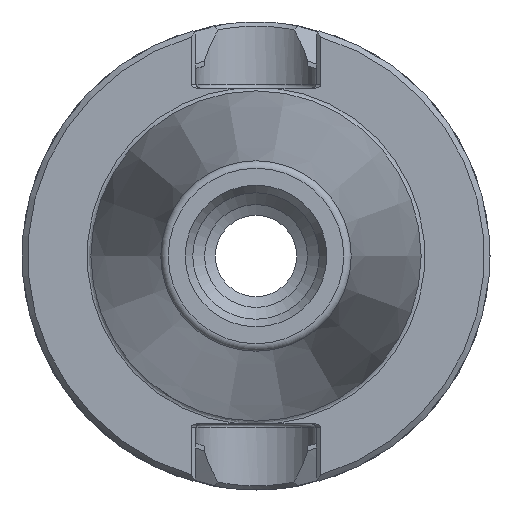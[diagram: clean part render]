
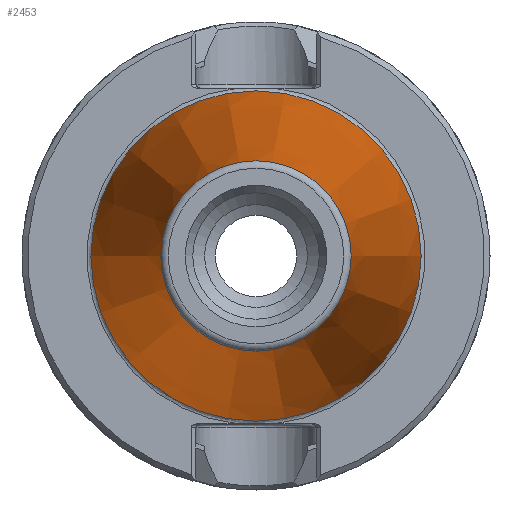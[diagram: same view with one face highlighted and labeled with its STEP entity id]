
A CAD part, left-side view. The second image highlights one B-rep face of the part: STEP entity #2453.
In plain terms, the highlighted conical face has half-angle 8.297 degrees and reference radius 17.456 mm.
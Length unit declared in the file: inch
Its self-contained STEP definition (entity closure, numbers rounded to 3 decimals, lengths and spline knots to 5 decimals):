
#2410=CARTESIAN_POINT('',(-2.54077,0.50448,0.));
#2411=VERTEX_POINT('',#2410);
#2412=CARTESIAN_POINT('',(-2.54077,0.,0.));
#2413=DIRECTION('',(-1.0,0.0,0.0));
#2414=DIRECTION('',(0.0,-1.0,0.0));
#2415=AXIS2_PLACEMENT_3D('',#2412,#2413,#2414);
#2416=CIRCLE('',#2415,0.50448);
#2417=EDGE_CURVE('',#2411,#2411,#2416,.T.);
#2434=CARTESIAN_POINT('',(-1.2875,0.0,0.0));
#2435=DIRECTION('',(1.0,0.0,0.0));
#2436=DIRECTION('',(0.,1.0,0.0));
#2437=AXIS2_PLACEMENT_3D('',#2434,#2435,#2436);
#2438=CONICAL_SURFACE('',#2437,0.68724,8.297);
#2439=CARTESIAN_POINT('',(0.0,0.875,0.0));
#2440=VERTEX_POINT('',#2439);
#2441=CARTESIAN_POINT('',(0.0,0.0,0.0));
#2442=DIRECTION('',(1.0,0.,0.0));
#2443=DIRECTION('',(0.,1.0,0.0));
#2444=AXIS2_PLACEMENT_3D('',#2441,#2442,#2443);
#2445=CIRCLE('',#2444,0.875);
#2446=EDGE_CURVE('',#2440,#2440,#2445,.T.);
#2447=ORIENTED_EDGE('',*,*,#2446,.F.);
#2448=EDGE_LOOP('',(#2447));
#2449=FACE_OUTER_BOUND('',#2448,.T.);
#2450=ORIENTED_EDGE('',*,*,#2417,.F.);
#2451=EDGE_LOOP('',(#2450));
#2452=FACE_BOUND('',#2451,.T.);
#2453=ADVANCED_FACE('',(#2449,#2452),#2438,.T.);
